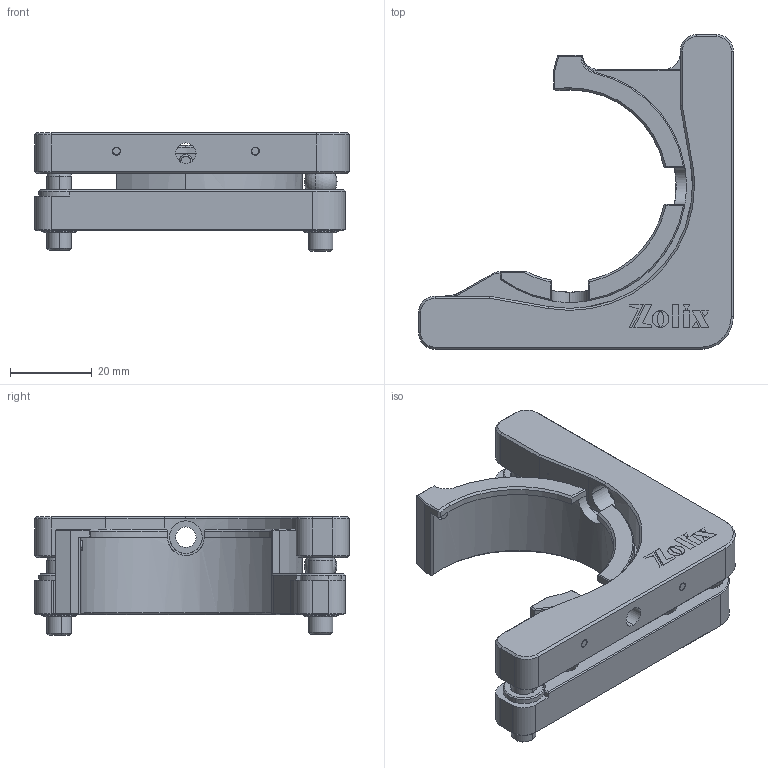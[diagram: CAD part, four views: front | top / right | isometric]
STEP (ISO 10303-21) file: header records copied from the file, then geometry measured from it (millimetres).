
FILE_DESCRIPTION (( 'STEP AP203' ), '1' );
FILE_NAME ('NMC50.8.step', '2019-05-09T08:59:50', ( '' ), ( '' ), 'SwSTEP 2.0', 'SolidWorks 2016', '' );
FILE_SCHEMA (( 'CONFIG_CONTROL_DESIGN' ));
Length unit declared in the file: millimetre
Products named in the file (1): NMC50.8
Bounding box: 77 x 77 x 29 mm (x, y, z)
Surface area: 20332.1 mm2 (no closed solid volume)
Topology: 0 solids, 29 shells, 399 faces, 1261 edges, 888 vertices
Faces by surface type: plane 182, cylinder 112, cone 99, sphere 6
Entity records: 14437 total; most frequent: CARTESIAN_POINT 3228, DIRECTION 2348, ORIENTED_EDGE 2106, EDGE_CURVE 1244, VERTEX_POINT 881, VECTOR 810, LINE 810, AXIS2_PLACEMENT_3D 769
